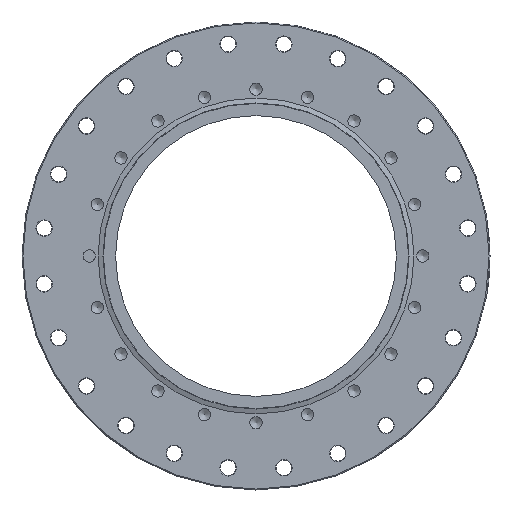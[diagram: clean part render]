
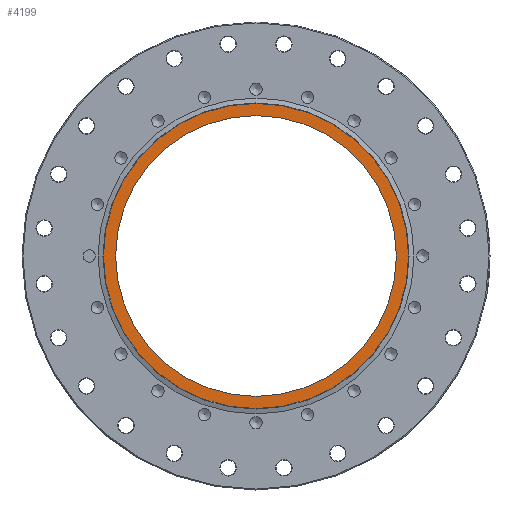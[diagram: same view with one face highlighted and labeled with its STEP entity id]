
A CAD part, front view. The second image highlights one B-rep face of the part: STEP entity #4199.
In plain terms, the highlighted planar face has unit normal (0, -1, 0).
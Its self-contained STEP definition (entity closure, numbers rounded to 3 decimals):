
#291=FACE_BOUND('',#906,.T.);
#326=PLANE('',#4637);
#605=FACE_OUTER_BOUND('',#905,.T.);
#905=EDGE_LOOP('',(#3883,#3884));
#906=EDGE_LOOP('',(#3885,#3886));
#1602=CIRCLE('',#4635,76.2);
#1603=CIRCLE('',#4636,76.2);
#1604=CIRCLE('',#4638,82.83);
#1605=CIRCLE('',#4639,82.83);
#2031=VERTEX_POINT('',#20063);
#2032=VERTEX_POINT('',#20065);
#2033=VERTEX_POINT('',#20069);
#2034=VERTEX_POINT('',#20070);
#2650=EDGE_CURVE('',#2032,#2031,#1602,.T.);
#2651=EDGE_CURVE('',#2031,#2032,#1603,.T.);
#2652=EDGE_CURVE('',#2033,#2034,#1604,.T.);
#2653=EDGE_CURVE('',#2034,#2033,#1605,.T.);
#3883=ORIENTED_EDGE('',*,*,#2652,.F.);
#3884=ORIENTED_EDGE('',*,*,#2653,.F.);
#3885=ORIENTED_EDGE('',*,*,#2650,.T.);
#3886=ORIENTED_EDGE('',*,*,#2651,.T.);
#4199=ADVANCED_FACE('',(#605,#291),#326,.T.);
#4635=AXIS2_PLACEMENT_3D('',#20066,#5693,#5694);
#4636=AXIS2_PLACEMENT_3D('',#20067,#5695,#5696);
#4637=AXIS2_PLACEMENT_3D('',#20068,#5697,#5698);
#4638=AXIS2_PLACEMENT_3D('',#20071,#5699,#5700);
#4639=AXIS2_PLACEMENT_3D('',#20072,#5701,#5702);
#5693=DIRECTION('center_axis',(0.,1.,0.));
#5694=DIRECTION('ref_axis',(1.,0.,0.));
#5695=DIRECTION('center_axis',(0.,1.,0.));
#5696=DIRECTION('ref_axis',(1.,0.,0.));
#5697=DIRECTION('center_axis',(0.,-1.,0.));
#5698=DIRECTION('ref_axis',(0.,0.,-1.));
#5699=DIRECTION('center_axis',(0.,1.,0.));
#5700=DIRECTION('ref_axis',(1.,0.,0.));
#5701=DIRECTION('center_axis',(0.,1.,0.));
#5702=DIRECTION('ref_axis',(1.,0.,0.));
#20063=CARTESIAN_POINT('',(76.2,1.17,0.));
#20065=CARTESIAN_POINT('',(-76.2,1.17,0.));
#20066=CARTESIAN_POINT('Origin',(0.,1.17,0.));
#20067=CARTESIAN_POINT('Origin',(0.,1.17,0.));
#20068=CARTESIAN_POINT('Origin',(-82.83,1.17,0.));
#20069=CARTESIAN_POINT('',(-82.83,1.17,0.));
#20070=CARTESIAN_POINT('',(82.83,1.17,0.));
#20071=CARTESIAN_POINT('Origin',(0.,1.17,0.));
#20072=CARTESIAN_POINT('Origin',(0.,1.17,0.));
